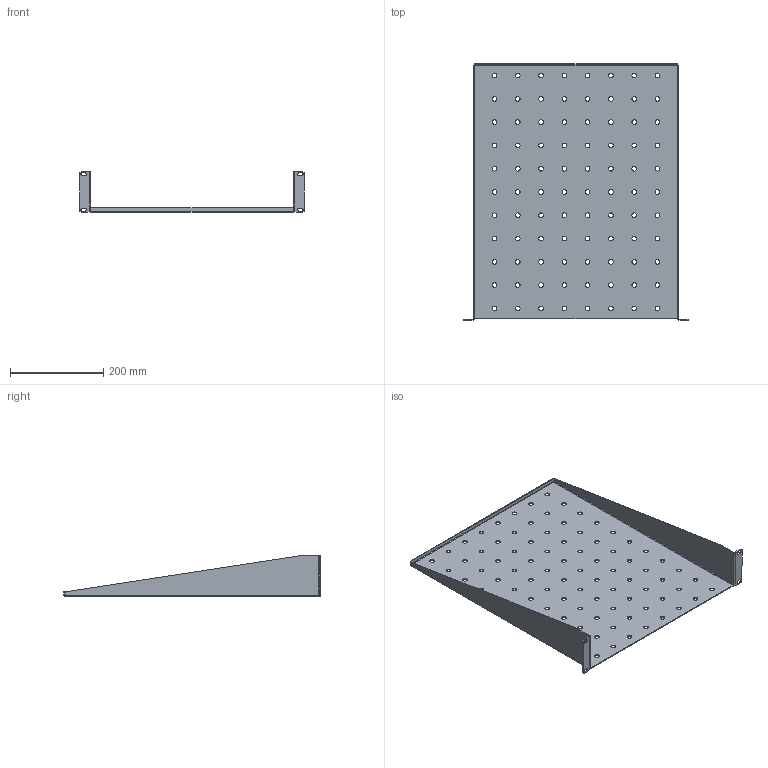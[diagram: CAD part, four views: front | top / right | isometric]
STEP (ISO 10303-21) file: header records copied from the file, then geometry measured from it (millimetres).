
FILE_DESCRIPTION (( 'STEP AP214' ), '1' );
FILE_NAME ('RS05-550P-R_.STEP', '2022-10-13T10:49:09', ( '' ), ( '' ), 'SwSTEP 2.0', 'SolidWorks 2022', '' );
FILE_SCHEMA (( 'AUTOMOTIVE_DESIGN' ));
Length unit declared in the file: millimetre
Products named in the file (1): RS05-550P-R_
Bounding box: 482.6 x 550 x 88 mm (x, y, z)
Volume: 587447.9 mm3; surface area: 597793 mm2
Topology: 1 solids, 1 shells, 250 faces, 704 edges, 456 vertices
Faces by surface type: cylinder 198, plane 52
Entity records: 8646 total; most frequent: DIRECTION 1602, CARTESIAN_POINT 1411, ORIENTED_EDGE 1408, EDGE_CURVE 704, AXIS2_PLACEMENT_3D 647, VERTEX_POINT 456, EDGE_LOOP 434, CIRCLE 396
